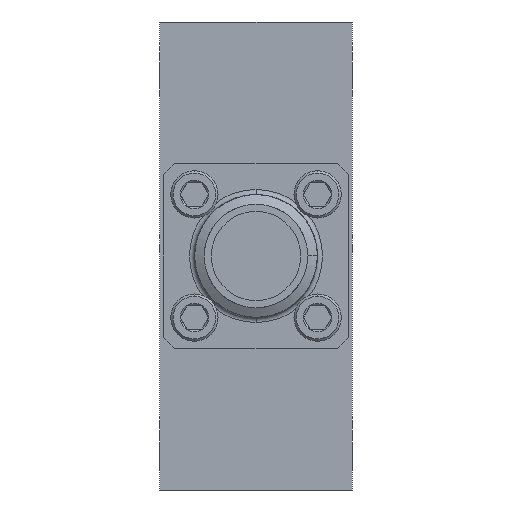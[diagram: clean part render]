
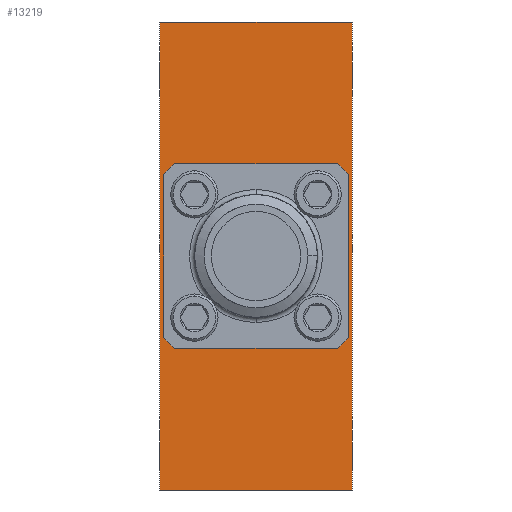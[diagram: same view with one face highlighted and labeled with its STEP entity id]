
A CAD part, left-side view. The second image highlights one B-rep face of the part: STEP entity #13219.
In plain terms, the highlighted planar face has unit normal (-1, 0, 0).
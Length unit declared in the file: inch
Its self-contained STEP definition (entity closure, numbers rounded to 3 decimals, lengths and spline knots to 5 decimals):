
#357 = EDGE_CURVE ( 'NONE', #14732, #1661, #9839, .T. ) ;
#642 = ORIENTED_EDGE ( 'NONE', *, *, #357, .T. ) ;
#1661 = VERTEX_POINT ( 'NONE', #7248 ) ;
#1823 = DIRECTION ( 'NONE',  ( 0., 0., -1. ) ) ;
#3169 = VECTOR ( 'NONE', #6718, 39.37008 ) ;
#3991 = AXIS2_PLACEMENT_3D ( 'NONE', #21944, #23629, #1823 ) ;
#5852 = LINE ( 'NONE', #8013, #22355 ) ;
#6235 = VECTOR ( 'NONE', #23794, 39.37008 ) ;
#6608 = EDGE_LOOP ( 'NONE', ( #642, #13703, #22235, #9866 ) ) ;
#6718 = DIRECTION ( 'NONE',  ( 0., -1., 0. ) ) ;
#7248 = CARTESIAN_POINT ( 'NONE',  ( -3.09648, 0.57703, 1.11982 ) ) ;
#7272 = FACE_OUTER_BOUND ( 'NONE', #6608, .T. ) ;
#7895 = DIRECTION ( 'NONE',  ( 0., 0., 1. ) ) ;
#8013 = CARTESIAN_POINT ( 'NONE',  ( -3.09648, 0.96703, 1.11982 ) ) ;
#8044 = CARTESIAN_POINT ( 'NONE',  ( -3.09648, 0.57703, 1.11982 ) ) ;
#8847 = VECTOR ( 'NONE', #13457, 39.37008 ) ;
#9839 = LINE ( 'NONE', #8044, #8847 ) ;
#9866 = ORIENTED_EDGE ( 'NONE', *, *, #11064, .T. ) ;
#9967 = CARTESIAN_POINT ( 'NONE',  ( -3.09648, 0.57703, 0.16982 ) ) ;
#11064 = EDGE_CURVE ( 'NONE', #15866, #14732, #20312, .T. ) ;
#11464 = EDGE_CURVE ( 'NONE', #20715, #1661, #19475, .T. ) ;
#11683 = EDGE_CURVE ( 'NONE', #15866, #20715, #5852, .T. ) ;
#13219 = ADVANCED_FACE ( 'NONE', ( #7272 ), #19909, .F. ) ;
#13457 = DIRECTION ( 'NONE',  ( 0., 0., 1. ) ) ;
#13703 = ORIENTED_EDGE ( 'NONE', *, *, #11464, .F. ) ;
#14202 = CARTESIAN_POINT ( 'NONE',  ( -3.09648, 0.96703, 1.11982 ) ) ;
#14732 = VERTEX_POINT ( 'NONE', #9967 ) ;
#15613 = CARTESIAN_POINT ( 'NONE',  ( -3.09648, 0.96703, 0.16982 ) ) ;
#15866 = VERTEX_POINT ( 'NONE', #15613 ) ;
#16579 = CARTESIAN_POINT ( 'NONE',  ( -3.09648, 0.96703, 0.16982 ) ) ;
#19475 = LINE ( 'NONE', #23169, #3169 ) ;
#19909 = PLANE ( 'NONE',  #3991 ) ;
#20312 = LINE ( 'NONE', #16579, #6235 ) ;
#20715 = VERTEX_POINT ( 'NONE', #14202 ) ;
#21944 = CARTESIAN_POINT ( 'NONE',  ( -3.09648, 0.96703, 1.11982 ) ) ;
#22235 = ORIENTED_EDGE ( 'NONE', *, *, #11683, .F. ) ;
#22355 = VECTOR ( 'NONE', #7895, 39.37008 ) ;
#23169 = CARTESIAN_POINT ( 'NONE',  ( -3.09648, 0.96703, 1.11982 ) ) ;
#23629 = DIRECTION ( 'NONE',  ( 1., 0., 0. ) ) ;
#23794 = DIRECTION ( 'NONE',  ( 0., -1., 0. ) ) ;
